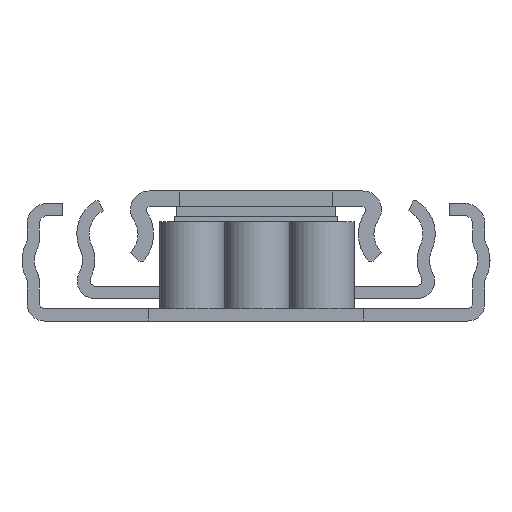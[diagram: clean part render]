
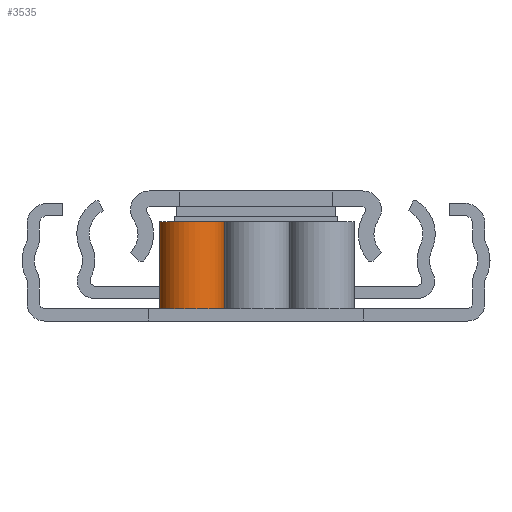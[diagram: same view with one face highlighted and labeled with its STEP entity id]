
A CAD part, left-side view. The second image highlights one B-rep face of the part: STEP entity #3535.
In plain terms, the highlighted cylindrical face has radius 3.198 mm (diameter 6.396 mm), a partial arc.
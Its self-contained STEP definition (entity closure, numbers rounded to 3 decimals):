
#280 = VERTEX_POINT ( 'NONE', #1728 ) ;
#525 = DIRECTION ( 'NONE',  ( 0., 0., -1. ) ) ;
#1015 = FACE_OUTER_BOUND ( 'NONE', #12156, .T. ) ;
#1200 = DIRECTION ( 'NONE',  ( 0., 0., -1. ) ) ;
#1728 = CARTESIAN_POINT ( 'NONE',  ( -3.167, -1.1, 0. ) ) ;
#1787 = AXIS2_PLACEMENT_3D ( 'NONE', #8580, #10619, #6340 ) ;
#2240 = CARTESIAN_POINT ( 'NONE',  ( -6.333, -0.652, 8.5 ) ) ;
#2816 = EDGE_CURVE ( 'NONE', #8851, #2880, #4911, .T. ) ;
#2874 = DIRECTION ( 'NONE',  ( 0., 0., -1. ) ) ;
#2880 = VERTEX_POINT ( 'NONE', #7381 ) ;
#3093 = DIRECTION ( 'NONE',  ( -1., 0., 0. ) ) ;
#3114 = CIRCLE ( 'NONE', #8322, 3.198 ) ;
#3535 = ADVANCED_FACE ( 'NONE', ( #1015 ), #11201, .T. ) ;
#3856 = DIRECTION ( 'NONE',  ( 0., 0., -1. ) ) ;
#4911 = CIRCLE ( 'NONE', #1787, 3.198 ) ;
#5015 = VECTOR ( 'NONE', #525, 1000. ) ;
#5029 = VECTOR ( 'NONE', #2874, 1000. ) ;
#5625 = LINE ( 'NONE', #5817, #5029 ) ;
#5817 = CARTESIAN_POINT ( 'NONE',  ( -3.167, -1.1, 8.5 ) ) ;
#5959 = ORIENTED_EDGE ( 'NONE', *, *, #8658, .F. ) ;
#6340 = DIRECTION ( 'NONE',  ( -1., 0., 0. ) ) ;
#6393 = LINE ( 'NONE', #9343, #5015 ) ;
#6504 = CARTESIAN_POINT ( 'NONE',  ( -3.167, -1.1, 8.5 ) ) ;
#7257 = ORIENTED_EDGE ( 'NONE', *, *, #10969, .F. ) ;
#7381 = CARTESIAN_POINT ( 'NONE',  ( -9.5, -1.1, 8.5 ) ) ;
#7732 = CARTESIAN_POINT ( 'NONE',  ( -6.333, -0.652, 0. ) ) ;
#7795 = DIRECTION ( 'NONE',  ( -1., 0., 0. ) ) ;
#7972 = ORIENTED_EDGE ( 'NONE', *, *, #8485, .T. ) ;
#8278 = CARTESIAN_POINT ( 'NONE',  ( -9.5, -1.1, 0. ) ) ;
#8322 = AXIS2_PLACEMENT_3D ( 'NONE', #7732, #3856, #7795 ) ;
#8485 = EDGE_CURVE ( 'NONE', #2880, #10123, #6393, .T. ) ;
#8580 = CARTESIAN_POINT ( 'NONE',  ( -6.333, -0.652, 8.5 ) ) ;
#8658 = EDGE_CURVE ( 'NONE', #8851, #280, #5625, .T. ) ;
#8851 = VERTEX_POINT ( 'NONE', #6504 ) ;
#9343 = CARTESIAN_POINT ( 'NONE',  ( -9.5, -1.1, 8.5 ) ) ;
#9874 = ORIENTED_EDGE ( 'NONE', *, *, #2816, .T. ) ;
#10123 = VERTEX_POINT ( 'NONE', #8278 ) ;
#10154 = AXIS2_PLACEMENT_3D ( 'NONE', #2240, #1200, #3093 ) ;
#10619 = DIRECTION ( 'NONE',  ( 0., 0., -1. ) ) ;
#10969 = EDGE_CURVE ( 'NONE', #280, #10123, #3114, .T. ) ;
#11201 = CYLINDRICAL_SURFACE ( 'NONE', #10154, 3.198 ) ;
#12156 = EDGE_LOOP ( 'NONE', ( #7257, #5959, #9874, #7972 ) ) ;
